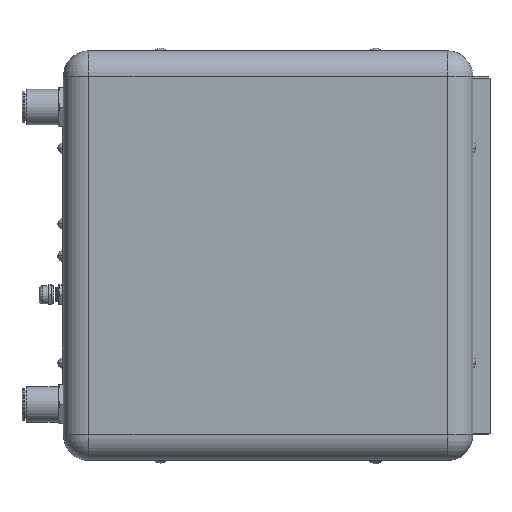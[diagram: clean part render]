
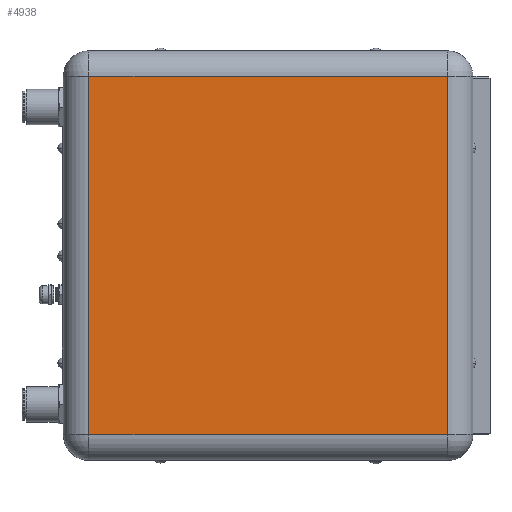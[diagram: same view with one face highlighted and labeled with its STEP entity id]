
A CAD part, front view. The second image highlights one B-rep face of the part: STEP entity #4938.
In plain terms, the highlighted planar face has unit normal (0, -1, 0).
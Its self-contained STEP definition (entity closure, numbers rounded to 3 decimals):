
#973 = DIRECTION ( 'NONE',  ( 0., -1., 0. ) ) ;
#1119 = DIRECTION ( 'NONE',  ( -1., 0., 0. ) ) ;
#1251 = VERTEX_POINT ( 'NONE', #13197 ) ;
#1656 = DIRECTION ( 'NONE',  ( 1., 0., 0. ) ) ;
#2192 = VERTEX_POINT ( 'NONE', #5689 ) ;
#2260 = CARTESIAN_POINT ( 'NONE',  ( 114.3, -69.975, 100. ) ) ;
#2507 = CARTESIAN_POINT ( 'NONE',  ( 100., -69.975, 114.3 ) ) ;
#4035 = EDGE_LOOP ( 'NONE', ( #8953, #8284, #4444, #9470 ) ) ;
#4439 = VECTOR ( 'NONE', #8481, 1000. ) ;
#4444 = ORIENTED_EDGE ( 'NONE', *, *, #10629, .T. ) ;
#4938 = ADVANCED_FACE ( 'NONE', ( #13017 ), #5696, .T. ) ;
#5455 = LINE ( 'NONE', #2260, #4439 ) ;
#5491 = LINE ( 'NONE', #11137, #13407 ) ;
#5689 = CARTESIAN_POINT ( 'NONE',  ( -100., -69.975, 100. ) ) ;
#5696 = PLANE ( 'NONE',  #13237 ) ;
#6363 = EDGE_CURVE ( 'NONE', #18605, #9298, #5491, .T. ) ;
#8038 = EDGE_CURVE ( 'NONE', #2192, #18605, #19610, .T. ) ;
#8284 = ORIENTED_EDGE ( 'NONE', *, *, #6363, .T. ) ;
#8481 = DIRECTION ( 'NONE',  ( -1., 0., 0. ) ) ;
#8710 = VECTOR ( 'NONE', #13572, 1000. ) ;
#8746 = CARTESIAN_POINT ( 'NONE',  ( 114.3, -69.975, 114.3 ) ) ;
#8953 = ORIENTED_EDGE ( 'NONE', *, *, #8038, .T. ) ;
#9298 = VERTEX_POINT ( 'NONE', #11183 ) ;
#9470 = ORIENTED_EDGE ( 'NONE', *, *, #18308, .T. ) ;
#10629 = EDGE_CURVE ( 'NONE', #9298, #1251, #20331, .T. ) ;
#11137 = CARTESIAN_POINT ( 'NONE',  ( 114.3, -69.975, -100. ) ) ;
#11183 = CARTESIAN_POINT ( 'NONE',  ( 100., -69.975, -100. ) ) ;
#13017 = FACE_OUTER_BOUND ( 'NONE', #4035, .T. ) ;
#13197 = CARTESIAN_POINT ( 'NONE',  ( 100., -69.975, 100. ) ) ;
#13237 = AXIS2_PLACEMENT_3D ( 'NONE', #8746, #973, #1119 ) ;
#13407 = VECTOR ( 'NONE', #1656, 1000. ) ;
#13572 = DIRECTION ( 'NONE',  ( 0., 0., -1. ) ) ;
#14900 = VECTOR ( 'NONE', #15160, 1000. ) ;
#15160 = DIRECTION ( 'NONE',  ( 0., 0., 1. ) ) ;
#16767 = CARTESIAN_POINT ( 'NONE',  ( -100., -69.975, 114.3 ) ) ;
#18308 = EDGE_CURVE ( 'NONE', #1251, #2192, #5455, .T. ) ;
#18605 = VERTEX_POINT ( 'NONE', #18922 ) ;
#18922 = CARTESIAN_POINT ( 'NONE',  ( -100., -69.975, -100. ) ) ;
#19610 = LINE ( 'NONE', #16767, #8710 ) ;
#20331 = LINE ( 'NONE', #2507, #14900 ) ;
